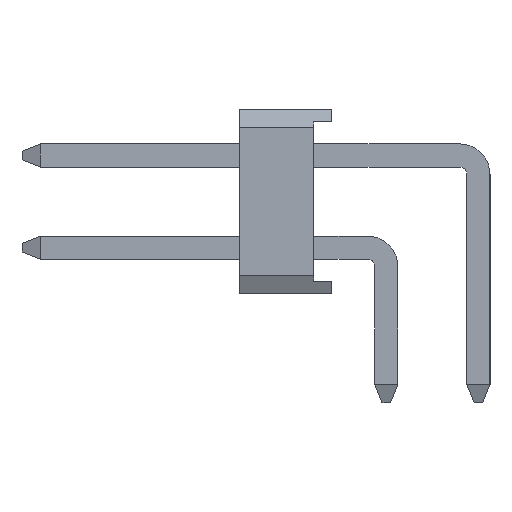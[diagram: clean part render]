
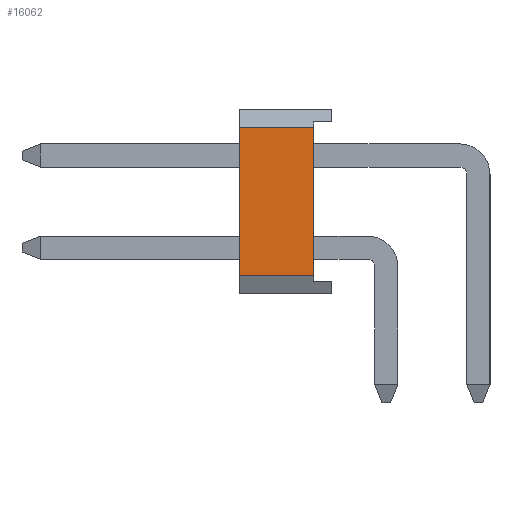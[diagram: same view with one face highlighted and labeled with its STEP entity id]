
A CAD part, left-side view. The second image highlights one B-rep face of the part: STEP entity #16062.
In plain terms, the highlighted planar face has unit normal (-1, 0, 0).
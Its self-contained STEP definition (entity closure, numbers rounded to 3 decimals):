
#2358=ORIENTED_EDGE('',*,*,#4438,.F.);
#2359=ORIENTED_EDGE('',*,*,#4528,.T.);
#2360=ORIENTED_EDGE('',*,*,#4524,.T.);
#2361=ORIENTED_EDGE('',*,*,#4529,.T.);
#4438=EDGE_CURVE('',#5690,#5691,#6968,.T.);
#4524=EDGE_CURVE('',#5733,#5732,#7054,.T.);
#4528=EDGE_CURVE('',#5690,#5733,#7058,.T.);
#4529=EDGE_CURVE('',#5732,#5691,#7059,.T.);
#5690=VERTEX_POINT('',#22175);
#5691=VERTEX_POINT('',#22177);
#5732=VERTEX_POINT('',#22336);
#5733=VERTEX_POINT('',#22338);
#6968=LINE('',#22176,#8486);
#7054=LINE('',#22337,#8572);
#7058=LINE('',#22345,#8576);
#7059=LINE('',#22347,#8577);
#8486=VECTOR('',#18972,1000.);
#8572=VECTOR('',#19124,1000.);
#8576=VECTOR('',#19134,1000.);
#8577=VECTOR('',#19137,1000.);
#9516=EDGE_LOOP('',(#2358,#2359,#2360,#2361));
#10216=FACE_BOUND('',#9516,.T.);
#10844=PLANE('',#16817);
#16062=ADVANCED_FACE('',(#10216),#10844,.T.);
#16817=AXIS2_PLACEMENT_3D('',#22346,#19135,#19136);
#18972=DIRECTION('',(0.,0.,1.));
#19124=DIRECTION('',(0.,0.,1.));
#19134=DIRECTION('',(0.,-1.,0.));
#19135=DIRECTION('',(-1.,0.,0.));
#19136=DIRECTION('',(0.,0.,1.));
#19137=DIRECTION('',(0.,1.,0.));
#22175=CARTESIAN_POINT('',(-15.24,2.04,-0.77));
#22176=CARTESIAN_POINT('',(-15.24,2.04,-29.98));
#22177=CARTESIAN_POINT('',(-15.24,2.04,1.27));
#22336=CARTESIAN_POINT('',(-15.24,-2.04,1.27));
#22337=CARTESIAN_POINT('',(-15.24,-2.04,-29.98));
#22338=CARTESIAN_POINT('',(-15.24,-2.04,-0.77));
#22345=CARTESIAN_POINT('',(-15.24,-2.54,-0.77));
#22346=CARTESIAN_POINT('',(-15.24,-2.54,-1.27));
#22347=CARTESIAN_POINT('',(-15.24,-2.54,1.27));
